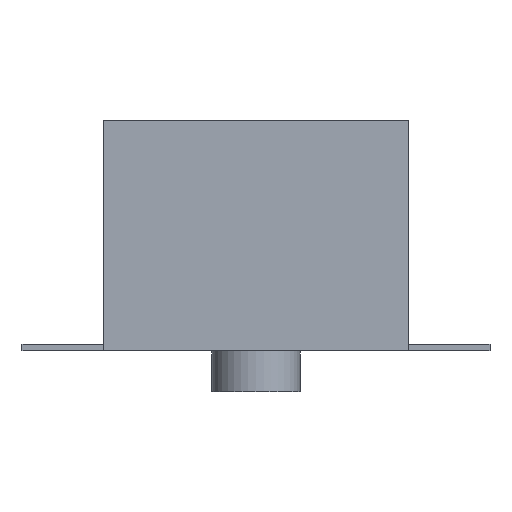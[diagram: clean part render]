
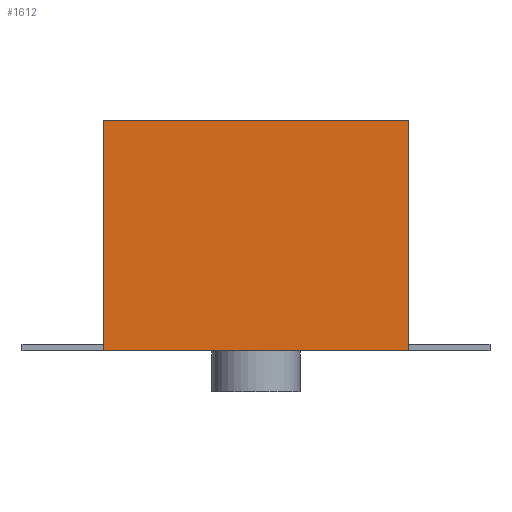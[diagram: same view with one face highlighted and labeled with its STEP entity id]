
A CAD part, left-side view. The second image highlights one B-rep face of the part: STEP entity #1612.
In plain terms, the highlighted planar face has unit normal (-1, 0, 0).
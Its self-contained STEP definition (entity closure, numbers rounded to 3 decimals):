
#44 = PLANE('',#45);
#45 = AXIS2_PLACEMENT_3D('',#46,#47,#48);
#46 = CARTESIAN_POINT('',(0.,0.,0.));
#47 = DIRECTION('',(0.,0.,1.));
#48 = DIRECTION('',(1.,0.,0.));
#357 = VERTEX_POINT('',#358);
#358 = CARTESIAN_POINT('',(-5.5,2.25,0.));
#372 = PLANE('',#373);
#373 = AXIS2_PLACEMENT_3D('',#374,#375,#376);
#374 = CARTESIAN_POINT('',(5.5,2.25,0.));
#375 = DIRECTION('',(0.,-1.,0.));
#376 = DIRECTION('',(-1.,0.,0.));
#384 = EDGE_CURVE('',#357,#385,#387,.T.);
#385 = VERTEX_POINT('',#386);
#386 = CARTESIAN_POINT('',(-5.5,-2.25,0.));
#387 = SURFACE_CURVE('',#388,(#392,#399),.PCURVE_S1.);
#388 = LINE('',#389,#390);
#389 = CARTESIAN_POINT('',(-5.5,2.25,0.));
#390 = VECTOR('',#391,1.);
#391 = DIRECTION('',(0.,-1.,0.));
#392 = PCURVE('',#44,#393);
#393 = DEFINITIONAL_REPRESENTATION('',(#394),#398);
#394 = LINE('',#395,#396);
#395 = CARTESIAN_POINT('',(-5.5,2.25));
#396 = VECTOR('',#397,1.);
#397 = DIRECTION('',(0.,-1.));
#398 = ( GEOMETRIC_REPRESENTATION_CONTEXT(2) 
PARAMETRIC_REPRESENTATION_CONTEXT() REPRESENTATION_CONTEXT('2D SPACE',''
  ) );
#399 = PCURVE('',#400,#405);
#400 = PLANE('',#401);
#401 = AXIS2_PLACEMENT_3D('',#402,#403,#404);
#402 = CARTESIAN_POINT('',(-5.5,2.25,0.));
#403 = DIRECTION('',(1.,0.,0.));
#404 = DIRECTION('',(0.,-1.,0.));
#405 = DEFINITIONAL_REPRESENTATION('',(#406),#410);
#406 = LINE('',#407,#408);
#407 = CARTESIAN_POINT('',(0.,0.));
#408 = VECTOR('',#409,1.);
#409 = DIRECTION('',(1.,0.));
#410 = ( GEOMETRIC_REPRESENTATION_CONTEXT(2) 
PARAMETRIC_REPRESENTATION_CONTEXT() REPRESENTATION_CONTEXT('2D SPACE',''
  ) );
#428 = PLANE('',#429);
#429 = AXIS2_PLACEMENT_3D('',#430,#431,#432);
#430 = CARTESIAN_POINT('',(-5.5,-2.25,0.));
#431 = DIRECTION('',(0.,1.,0.));
#432 = DIRECTION('',(1.,0.,0.));
#1300 = PLANE('',#1301);
#1301 = AXIS2_PLACEMENT_3D('',#1302,#1303,#1304);
#1302 = CARTESIAN_POINT('',(0.,0.,3.4));
#1303 = DIRECTION('',(0.,0.,1.));
#1304 = DIRECTION('',(1.,0.,0.));
#1497 = EDGE_CURVE('',#385,#1498,#1500,.T.);
#1498 = VERTEX_POINT('',#1499);
#1499 = CARTESIAN_POINT('',(-5.5,-2.25,3.4));
#1500 = SURFACE_CURVE('',#1501,(#1505,#1512),.PCURVE_S1.);
#1501 = LINE('',#1502,#1503);
#1502 = CARTESIAN_POINT('',(-5.5,-2.25,0.));
#1503 = VECTOR('',#1504,1.);
#1504 = DIRECTION('',(0.,0.,1.));
#1505 = PCURVE('',#428,#1506);
#1506 = DEFINITIONAL_REPRESENTATION('',(#1507),#1511);
#1507 = LINE('',#1508,#1509);
#1508 = CARTESIAN_POINT('',(0.,0.));
#1509 = VECTOR('',#1510,1.);
#1510 = DIRECTION('',(0.,-1.));
#1511 = ( GEOMETRIC_REPRESENTATION_CONTEXT(2) 
PARAMETRIC_REPRESENTATION_CONTEXT() REPRESENTATION_CONTEXT('2D SPACE',''
  ) );
#1512 = PCURVE('',#400,#1513);
#1513 = DEFINITIONAL_REPRESENTATION('',(#1514),#1518);
#1514 = LINE('',#1515,#1516);
#1515 = CARTESIAN_POINT('',(4.5,0.));
#1516 = VECTOR('',#1517,1.);
#1517 = DIRECTION('',(0.,-1.));
#1518 = ( GEOMETRIC_REPRESENTATION_CONTEXT(2) 
PARAMETRIC_REPRESENTATION_CONTEXT() REPRESENTATION_CONTEXT('2D SPACE',''
  ) );
#1612 = ADVANCED_FACE('',(#1613),#400,.F.);
#1613 = FACE_BOUND('',#1614,.F.);
#1614 = EDGE_LOOP('',(#1615,#1638,#1659,#1660));
#1615 = ORIENTED_EDGE('',*,*,#1616,.T.);
#1616 = EDGE_CURVE('',#357,#1617,#1619,.T.);
#1617 = VERTEX_POINT('',#1618);
#1618 = CARTESIAN_POINT('',(-5.5,2.25,3.4));
#1619 = SURFACE_CURVE('',#1620,(#1624,#1631),.PCURVE_S1.);
#1620 = LINE('',#1621,#1622);
#1621 = CARTESIAN_POINT('',(-5.5,2.25,0.));
#1622 = VECTOR('',#1623,1.);
#1623 = DIRECTION('',(0.,0.,1.));
#1624 = PCURVE('',#400,#1625);
#1625 = DEFINITIONAL_REPRESENTATION('',(#1626),#1630);
#1626 = LINE('',#1627,#1628);
#1627 = CARTESIAN_POINT('',(0.,0.));
#1628 = VECTOR('',#1629,1.);
#1629 = DIRECTION('',(0.,-1.));
#1630 = ( GEOMETRIC_REPRESENTATION_CONTEXT(2) 
PARAMETRIC_REPRESENTATION_CONTEXT() REPRESENTATION_CONTEXT('2D SPACE',''
  ) );
#1631 = PCURVE('',#372,#1632);
#1632 = DEFINITIONAL_REPRESENTATION('',(#1633),#1637);
#1633 = LINE('',#1634,#1635);
#1634 = CARTESIAN_POINT('',(11.,0.));
#1635 = VECTOR('',#1636,1.);
#1636 = DIRECTION('',(0.,-1.));
#1637 = ( GEOMETRIC_REPRESENTATION_CONTEXT(2) 
PARAMETRIC_REPRESENTATION_CONTEXT() REPRESENTATION_CONTEXT('2D SPACE',''
  ) );
#1638 = ORIENTED_EDGE('',*,*,#1639,.T.);
#1639 = EDGE_CURVE('',#1617,#1498,#1640,.T.);
#1640 = SURFACE_CURVE('',#1641,(#1645,#1652),.PCURVE_S1.);
#1641 = LINE('',#1642,#1643);
#1642 = CARTESIAN_POINT('',(-5.5,2.25,3.4));
#1643 = VECTOR('',#1644,1.);
#1644 = DIRECTION('',(0.,-1.,0.));
#1645 = PCURVE('',#400,#1646);
#1646 = DEFINITIONAL_REPRESENTATION('',(#1647),#1651);
#1647 = LINE('',#1648,#1649);
#1648 = CARTESIAN_POINT('',(0.,-3.4));
#1649 = VECTOR('',#1650,1.);
#1650 = DIRECTION('',(1.,0.));
#1651 = ( GEOMETRIC_REPRESENTATION_CONTEXT(2) 
PARAMETRIC_REPRESENTATION_CONTEXT() REPRESENTATION_CONTEXT('2D SPACE',''
  ) );
#1652 = PCURVE('',#1300,#1653);
#1653 = DEFINITIONAL_REPRESENTATION('',(#1654),#1658);
#1654 = LINE('',#1655,#1656);
#1655 = CARTESIAN_POINT('',(-5.5,2.25));
#1656 = VECTOR('',#1657,1.);
#1657 = DIRECTION('',(0.,-1.));
#1658 = ( GEOMETRIC_REPRESENTATION_CONTEXT(2) 
PARAMETRIC_REPRESENTATION_CONTEXT() REPRESENTATION_CONTEXT('2D SPACE',''
  ) );
#1659 = ORIENTED_EDGE('',*,*,#1497,.F.);
#1660 = ORIENTED_EDGE('',*,*,#384,.F.);
